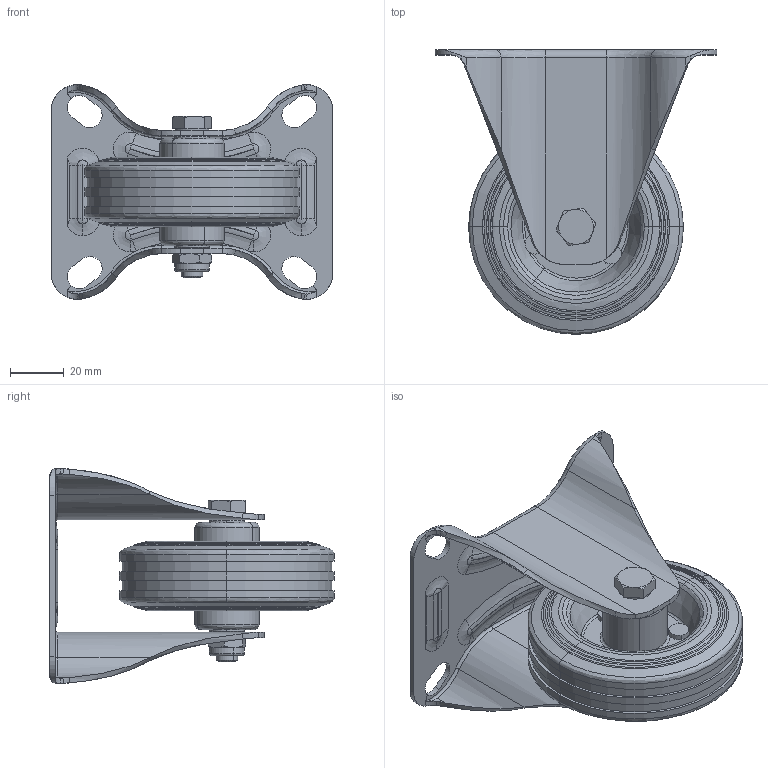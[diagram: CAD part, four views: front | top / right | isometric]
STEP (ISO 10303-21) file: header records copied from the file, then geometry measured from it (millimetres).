
FILE_DESCRIPTION (( 'STEP AP203' ), '1' );
FILE_NAME ('L410.B55.081.STEP', '2017-02-17T11:06:31', ( 'Benutzer01' ), ( '' ), 'SwSTEP 2.0', 'SolidWorks 2012', '' );
FILE_SCHEMA (( 'CONFIG_CONTROL_DESIGN' ));
Length unit declared in the file: metre
Products named in the file (12): L410.B55.081; L410.080; 985M8; M8x55; Achsrohr_12x2x42; B55.080; Rollenlager_12x36x5; Rollenlager_stab_5x34; Rollenlager_korb_12x5; Felge_080; Niet_1; Belag_080
Assembly tree (21 placements, depth 4):
  L410.B55.081
    B55.080
      Belag_080
      Niet_1  x3
      Felge_080  x2
      Rollenlager_12x36x5
        Rollenlager_korb_12x5
        Rollenlager_stab_5x34  x8
    Achsrohr_12x2x42
    M8x55
    985M8
    L410.080
Bounding box: 105 x 106 x 80 mm (x, y, z)
Volume: 131244.8 mm3; surface area: 81626.2 mm2
Topology: 19 solids, 19 shells, 510 faces, 1222 edges, 764 vertices
Faces by surface type: bspline 169, cylinder 165, plane 118, cone 54, torus 4
Entity records: 19272 total; most frequent: CARTESIAN_POINT 8229, ORIENTED_EDGE 2108, DIRECTION 1934, EDGE_CURVE 1054, AXIS2_PLACEMENT_3D 825, VERTEX_POINT 657, CIRCLE 522, EDGE_LOOP 473
